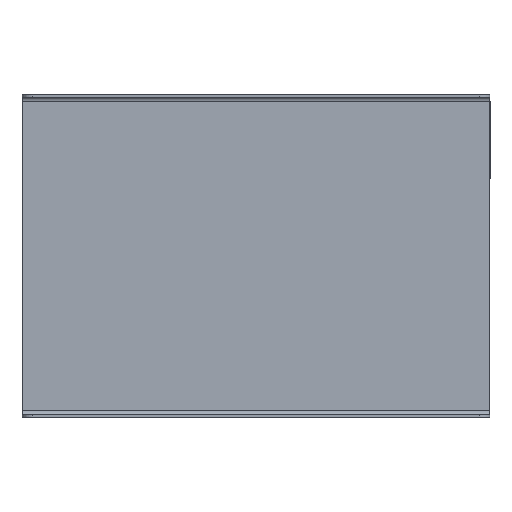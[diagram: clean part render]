
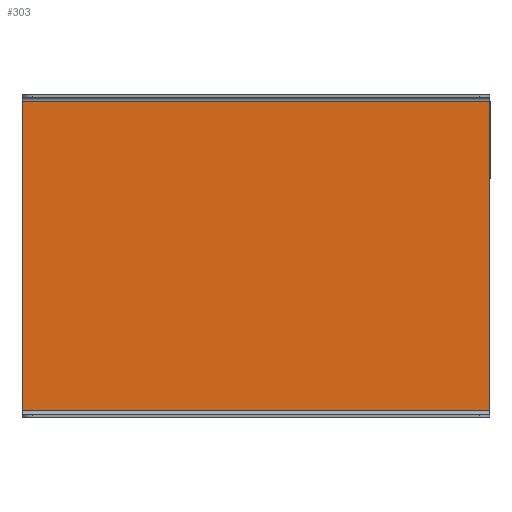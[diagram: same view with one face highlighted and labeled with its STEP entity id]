
A CAD part, front view. The second image highlights one B-rep face of the part: STEP entity #303.
In plain terms, the highlighted planar face has unit normal (0, -1, 0).
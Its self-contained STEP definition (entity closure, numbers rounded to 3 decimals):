
#31 = CARTESIAN_POINT ( 'NONE',  ( 44.99, -0.5, -30.495 ) ) ;
#66 = CARTESIAN_POINT ( 'NONE',  ( -44.99, -0.5, 29.736 ) ) ;
#75 = CARTESIAN_POINT ( 'NONE',  ( 44.99, -0.5, 29.736 ) ) ;
#86 = LINE ( 'NONE', #753, #695 ) ;
#168 = CARTESIAN_POINT ( 'NONE',  ( 0., -0.5, 0. ) ) ;
#187 = VECTOR ( 'NONE', #1009, 1000. ) ;
#299 = DIRECTION ( 'NONE',  ( -1., 0., 0. ) ) ;
#303 = ADVANCED_FACE ( 'NONE', ( #336 ), #789, .F. ) ;
#336 = FACE_OUTER_BOUND ( 'NONE', #843, .T. ) ;
#380 = ORIENTED_EDGE ( 'NONE', *, *, #999, .F. ) ;
#404 = VERTEX_POINT ( 'NONE', #788 ) ;
#433 = VECTOR ( 'NONE', #299, 1000. ) ;
#469 = DIRECTION ( 'NONE',  ( 1., 0., 0. ) ) ;
#473 = LINE ( 'NONE', #31, #485 ) ;
#485 = VECTOR ( 'NONE', #547, 1000. ) ;
#524 = VERTEX_POINT ( 'NONE', #1057 ) ;
#547 = DIRECTION ( 'NONE',  ( 0., 0., -1. ) ) ;
#592 = LINE ( 'NONE', #971, #187 ) ;
#594 = ORIENTED_EDGE ( 'NONE', *, *, #842, .F. ) ;
#656 = VERTEX_POINT ( 'NONE', #75 ) ;
#682 = VERTEX_POINT ( 'NONE', #66 ) ;
#693 = EDGE_CURVE ( 'NONE', #404, #682, #592, .T. ) ;
#695 = VECTOR ( 'NONE', #469, 1000. ) ;
#735 = DIRECTION ( 'NONE',  ( 0., 1., 0. ) ) ;
#746 = LINE ( 'NONE', #1029, #433 ) ;
#753 = CARTESIAN_POINT ( 'NONE',  ( -44.99, -0.5, 29.736 ) ) ;
#778 = ORIENTED_EDGE ( 'NONE', *, *, #1033, .F. ) ;
#788 = CARTESIAN_POINT ( 'NONE',  ( -44.99, -0.5, -29.736 ) ) ;
#789 = PLANE ( 'NONE',  #851 ) ;
#842 = EDGE_CURVE ( 'NONE', #682, #656, #86, .T. ) ;
#843 = EDGE_LOOP ( 'NONE', ( #778, #380, #594, #913 ) ) ;
#851 = AXIS2_PLACEMENT_3D ( 'NONE', #168, #735, #948 ) ;
#913 = ORIENTED_EDGE ( 'NONE', *, *, #693, .F. ) ;
#948 = DIRECTION ( 'NONE',  ( 0., 0., 1. ) ) ;
#971 = CARTESIAN_POINT ( 'NONE',  ( -44.99, -0.5, -30.495 ) ) ;
#999 = EDGE_CURVE ( 'NONE', #656, #524, #473, .T. ) ;
#1009 = DIRECTION ( 'NONE',  ( 0., 0., 1. ) ) ;
#1029 = CARTESIAN_POINT ( 'NONE',  ( 44.99, -0.5, -29.736 ) ) ;
#1033 = EDGE_CURVE ( 'NONE', #524, #404, #746, .T. ) ;
#1057 = CARTESIAN_POINT ( 'NONE',  ( 44.99, -0.5, -29.736 ) ) ;
